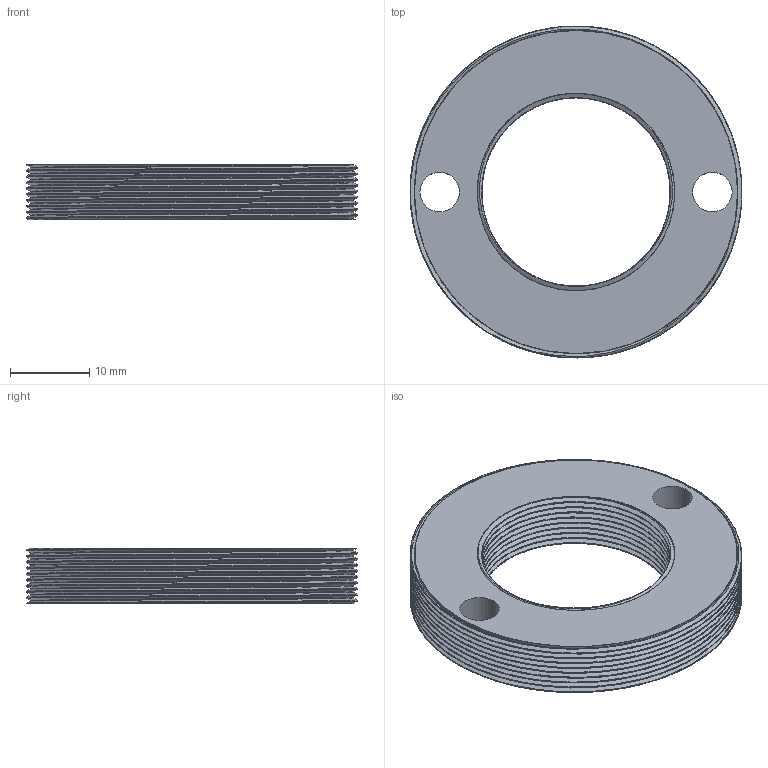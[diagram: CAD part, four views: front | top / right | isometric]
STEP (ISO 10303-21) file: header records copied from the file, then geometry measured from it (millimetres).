
FILE_DESCRIPTION(/* description */ ('','CAx-IF Rec.Pracs.---Representation and Presentation of Product Manufacturing Information (PMI)---4.0---2014-10-13'),/* implementation_level */ '2;1');
FILE_NAME(/* name */ 'ZWO M42-CS adapter for ASI.step',/* time_stamp */ '2025-03-03T18:00:14+01:00',/* author */ (''),/* organization */ (''),/* preprocessor_version */ 'ST-DEVELOPER v20',/* originating_system */ 'Autodesk Translation Framework v13.20.0.188',/* authorisation */ '');
FILE_SCHEMA (('AP242_MANAGED_MODEL_BASED_3D_ENGINEERING_MIM_LF { 1 0 10303 442 1 1 4 }'));
Length unit declared in the file: millimetre
Products named in the file (1): ZWO M42-CS adapter for ASI
Bounding box: 42 x 42 x 7 mm (x, y, z)
Volume: 5888.5 mm3; surface area: 7483.9 mm2
Topology: 3 solids, 3 shells, 46 faces, 253 edges, 210 vertices
Faces by surface type: cylinder 27, bspline 13, plane 6
Full cylindrical faces by diameter (mm): 5 x2, 23.823 x8, 25 x2, 40.888 x2, 42 x9
Entity records: 23895 total; most frequent: CARTESIAN_POINT 22213, ORIENTED_EDGE 506, EDGE_CURVE 253, VERTEX_POINT 210, B_SPLINE_CURVE_WITH_KNOTS 208, DIRECTION 133, AXIS2_PLACEMENT_3D 54, EDGE_LOOP 53
